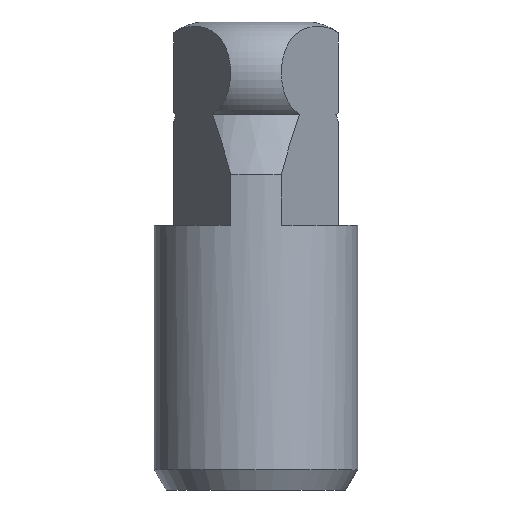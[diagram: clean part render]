
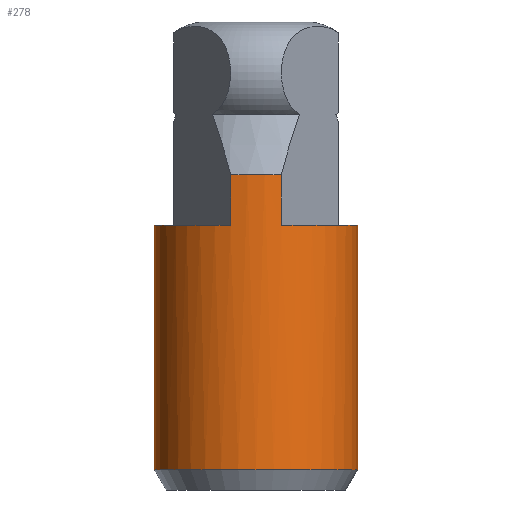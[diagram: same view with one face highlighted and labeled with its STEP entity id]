
A CAD part, left-side view. The second image highlights one B-rep face of the part: STEP entity #278.
In plain terms, the highlighted cylindrical face has radius 5 mm (diameter 10 mm), a partial arc.
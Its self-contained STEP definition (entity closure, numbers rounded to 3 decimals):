
#36 = DIRECTION ( 'NONE',  ( 0., -1., 0. ) ) ;
#58 = VERTEX_POINT ( 'NONE', #667 ) ;
#80 = EDGE_CURVE ( 'NONE', #906, #167, #505, .T. ) ;
#92 = CARTESIAN_POINT ( 'NONE',  ( -4.841, 1.25, 15.5 ) ) ;
#106 = CIRCLE ( 'NONE', #143, 5. ) ;
#122 = DIRECTION ( 'NONE',  ( 0., 0., -1. ) ) ;
#143 = AXIS2_PLACEMENT_3D ( 'NONE', #764, #703, #744 ) ;
#167 = VERTEX_POINT ( 'NONE', #92 ) ;
#173 = AXIS2_PLACEMENT_3D ( 'NONE', #294, #677, #964 ) ;
#176 = VECTOR ( 'NONE', #517, 1000. ) ;
#185 = LINE ( 'NONE', #941, #802 ) ;
#203 = VECTOR ( 'NONE', #571, 1000. ) ;
#209 = EDGE_LOOP ( 'NONE', ( #367, #668, #392, #362, #829, #890, #640, #298 ) ) ;
#221 = VECTOR ( 'NONE', #538, 1000. ) ;
#278 = ADVANCED_FACE ( 'NONE', ( #305 ), #399, .T. ) ;
#294 = CARTESIAN_POINT ( 'NONE',  ( 0., 0., 1. ) ) ;
#298 = ORIENTED_EDGE ( 'NONE', *, *, #396, .F. ) ;
#305 = FACE_OUTER_BOUND ( 'NONE', #209, .T. ) ;
#319 = AXIS2_PLACEMENT_3D ( 'NONE', #619, #545, #602 ) ;
#338 = LINE ( 'NONE', #950, #203 ) ;
#345 = CARTESIAN_POINT ( 'NONE',  ( 0., 5., 1. ) ) ;
#362 = ORIENTED_EDGE ( 'NONE', *, *, #522, .F. ) ;
#367 = ORIENTED_EDGE ( 'NONE', *, *, #437, .F. ) ;
#392 = ORIENTED_EDGE ( 'NONE', *, *, #714, .F. ) ;
#396 = EDGE_CURVE ( 'NONE', #833, #167, #338, .T. ) ;
#399 = CYLINDRICAL_SURFACE ( 'NONE', #319, 5. ) ;
#432 = CARTESIAN_POINT ( 'NONE',  ( -4.841, 1.25, 13. ) ) ;
#437 = EDGE_CURVE ( 'NONE', #585, #833, #106, .T. ) ;
#505 = CIRCLE ( 'NONE', #712, 5. ) ;
#517 = DIRECTION ( 'NONE',  ( 0., 0., -1. ) ) ;
#522 = EDGE_CURVE ( 'NONE', #960, #58, #185, .T. ) ;
#538 = DIRECTION ( 'NONE',  ( 0., 0., 1. ) ) ;
#545 = DIRECTION ( 'NONE',  ( 0., 0., -1. ) ) ;
#563 = EDGE_CURVE ( 'NONE', #651, #960, #821, .T. ) ;
#569 = CARTESIAN_POINT ( 'NONE',  ( 0., 0., 15.5 ) ) ;
#571 = DIRECTION ( 'NONE',  ( 0., 0., 1. ) ) ;
#574 = VERTEX_POINT ( 'NONE', #345 ) ;
#578 = CIRCLE ( 'NONE', #173, 5. ) ;
#585 = VERTEX_POINT ( 'NONE', #862 ) ;
#589 = EDGE_CURVE ( 'NONE', #585, #574, #657, .T. ) ;
#602 = DIRECTION ( 'NONE',  ( 0., -1., 0. ) ) ;
#604 = LINE ( 'NONE', #688, #221 ) ;
#619 = CARTESIAN_POINT ( 'NONE',  ( 0., 0., 0. ) ) ;
#640 = ORIENTED_EDGE ( 'NONE', *, *, #80, .T. ) ;
#651 = VERTEX_POINT ( 'NONE', #898 ) ;
#657 = LINE ( 'NONE', #737, #176 ) ;
#667 = CARTESIAN_POINT ( 'NONE',  ( 0., -5., 1. ) ) ;
#668 = ORIENTED_EDGE ( 'NONE', *, *, #589, .T. ) ;
#672 = EDGE_CURVE ( 'NONE', #651, #906, #604, .T. ) ;
#677 = DIRECTION ( 'NONE',  ( 0., 0., -1. ) ) ;
#688 = CARTESIAN_POINT ( 'NONE',  ( -4.841, -1.25, 13. ) ) ;
#703 = DIRECTION ( 'NONE',  ( 0., 0., 1. ) ) ;
#712 = AXIS2_PLACEMENT_3D ( 'NONE', #569, #955, #36 ) ;
#714 = EDGE_CURVE ( 'NONE', #58, #574, #578, .T. ) ;
#717 = CARTESIAN_POINT ( 'NONE',  ( -4.841, -1.25, 15.5 ) ) ;
#731 = DIRECTION ( 'NONE',  ( 0., 0., 1. ) ) ;
#737 = CARTESIAN_POINT ( 'NONE',  ( 0., 5., 0. ) ) ;
#744 = DIRECTION ( 'NONE',  ( 0., 1., 0. ) ) ;
#764 = CARTESIAN_POINT ( 'NONE',  ( 0., 0., 13. ) ) ;
#791 = CARTESIAN_POINT ( 'NONE',  ( 0., 0., 13. ) ) ;
#802 = VECTOR ( 'NONE', #122, 1000. ) ;
#821 = CIRCLE ( 'NONE', #945, 5. ) ;
#829 = ORIENTED_EDGE ( 'NONE', *, *, #563, .F. ) ;
#833 = VERTEX_POINT ( 'NONE', #432 ) ;
#861 = CARTESIAN_POINT ( 'NONE',  ( 0., -5., 13. ) ) ;
#862 = CARTESIAN_POINT ( 'NONE',  ( 0., 5., 13. ) ) ;
#874 = DIRECTION ( 'NONE',  ( 0., 1., 0. ) ) ;
#890 = ORIENTED_EDGE ( 'NONE', *, *, #672, .T. ) ;
#898 = CARTESIAN_POINT ( 'NONE',  ( -4.841, -1.25, 13. ) ) ;
#906 = VERTEX_POINT ( 'NONE', #717 ) ;
#941 = CARTESIAN_POINT ( 'NONE',  ( 0., -5., 0. ) ) ;
#945 = AXIS2_PLACEMENT_3D ( 'NONE', #791, #731, #874 ) ;
#950 = CARTESIAN_POINT ( 'NONE',  ( -4.841, 1.25, 13. ) ) ;
#955 = DIRECTION ( 'NONE',  ( 0., 0., -1. ) ) ;
#960 = VERTEX_POINT ( 'NONE', #861 ) ;
#964 = DIRECTION ( 'NONE',  ( 0., -1., 0. ) ) ;
